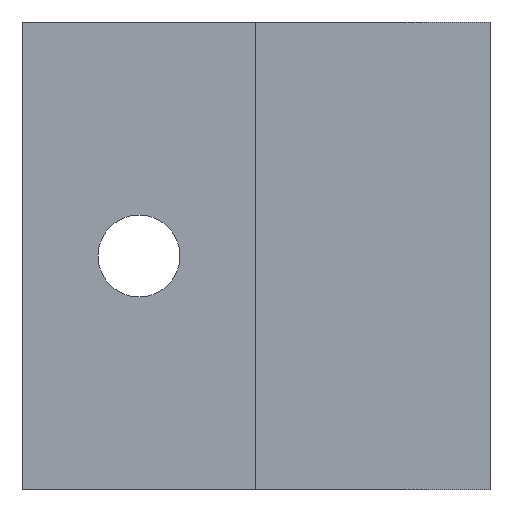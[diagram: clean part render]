
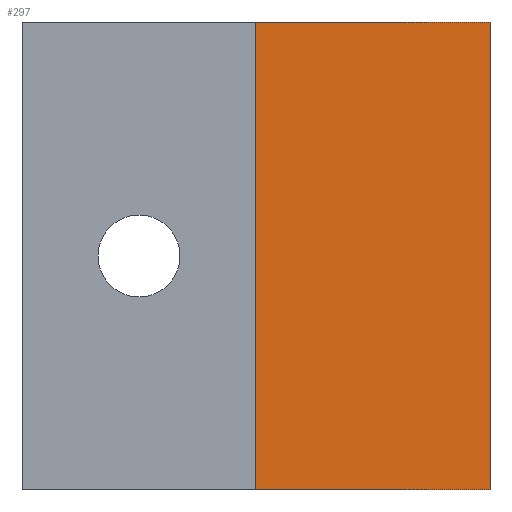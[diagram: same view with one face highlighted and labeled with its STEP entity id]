
A CAD part, front view. The second image highlights one B-rep face of the part: STEP entity #297.
In plain terms, the highlighted planar face has unit normal (0, -1, 0).
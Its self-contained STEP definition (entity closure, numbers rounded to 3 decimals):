
#5 = VERTEX_POINT ( 'NONE', #488 ) ;
#9 = CARTESIAN_POINT ( 'NONE',  ( 40., -124.286, 0. ) ) ;
#41 = VERTEX_POINT ( 'NONE', #498 ) ;
#50 = EDGE_LOOP ( 'NONE', ( #108, #422, #360, #181 ) ) ;
#54 = FACE_OUTER_BOUND ( 'NONE', #50, .T. ) ;
#75 = CARTESIAN_POINT ( 'NONE',  ( 40., -124.286, 40. ) ) ;
#77 = CARTESIAN_POINT ( 'NONE',  ( 20., -124.286, 0. ) ) ;
#91 = DIRECTION ( 'NONE',  ( 0., 0., 1. ) ) ;
#97 = DIRECTION ( 'NONE',  ( 0., 1., 0. ) ) ;
#105 = EDGE_CURVE ( 'NONE', #254, #592, #250, .T. ) ;
#108 = ORIENTED_EDGE ( 'NONE', *, *, #278, .T. ) ;
#118 = CARTESIAN_POINT ( 'NONE',  ( 20., -124.286, 40. ) ) ;
#140 = DIRECTION ( 'NONE',  ( 1., 0., 0. ) ) ;
#154 = VECTOR ( 'NONE', #529, 1000. ) ;
#181 = ORIENTED_EDGE ( 'NONE', *, *, #105, .T. ) ;
#186 = LINE ( 'NONE', #9, #290 ) ;
#187 = EDGE_CURVE ( 'NONE', #41, #5, #257, .T. ) ;
#190 = LINE ( 'NONE', #283, #520 ) ;
#250 = LINE ( 'NONE', #118, #342 ) ;
#254 = VERTEX_POINT ( 'NONE', #455 ) ;
#257 = LINE ( 'NONE', #75, #154 ) ;
#278 = EDGE_CURVE ( 'NONE', #592, #5, #186, .T. ) ;
#283 = CARTESIAN_POINT ( 'NONE',  ( 40., -124.286, 40. ) ) ;
#290 = VECTOR ( 'NONE', #140, 1000. ) ;
#297 = ADVANCED_FACE ( 'NONE', ( #54 ), #509, .F. ) ;
#330 = CARTESIAN_POINT ( 'NONE',  ( 40., -124.286, 40. ) ) ;
#339 = AXIS2_PLACEMENT_3D ( 'NONE', #330, #97, #91 ) ;
#342 = VECTOR ( 'NONE', #580, 1000. ) ;
#360 = ORIENTED_EDGE ( 'NONE', *, *, #382, .F. ) ;
#382 = EDGE_CURVE ( 'NONE', #254, #41, #190, .T. ) ;
#422 = ORIENTED_EDGE ( 'NONE', *, *, #187, .F. ) ;
#455 = CARTESIAN_POINT ( 'NONE',  ( 20., -124.286, 40. ) ) ;
#467 = DIRECTION ( 'NONE',  ( 1., 0., 0. ) ) ;
#488 = CARTESIAN_POINT ( 'NONE',  ( 40., -124.286, 0. ) ) ;
#498 = CARTESIAN_POINT ( 'NONE',  ( 40., -124.286, 40. ) ) ;
#509 = PLANE ( 'NONE',  #339 ) ;
#520 = VECTOR ( 'NONE', #467, 1000. ) ;
#529 = DIRECTION ( 'NONE',  ( 0., 0., -1. ) ) ;
#580 = DIRECTION ( 'NONE',  ( 0., 0., -1. ) ) ;
#592 = VERTEX_POINT ( 'NONE', #77 ) ;
